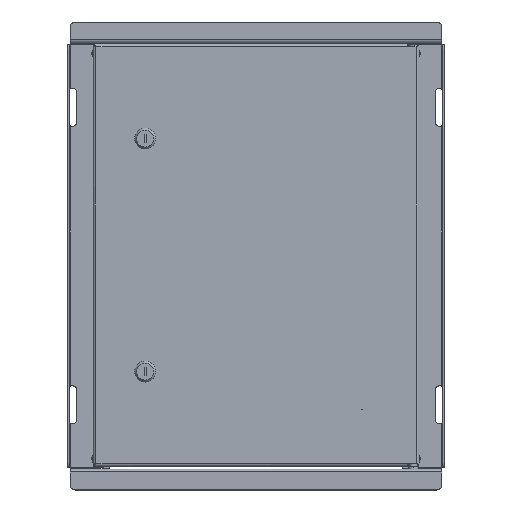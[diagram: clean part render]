
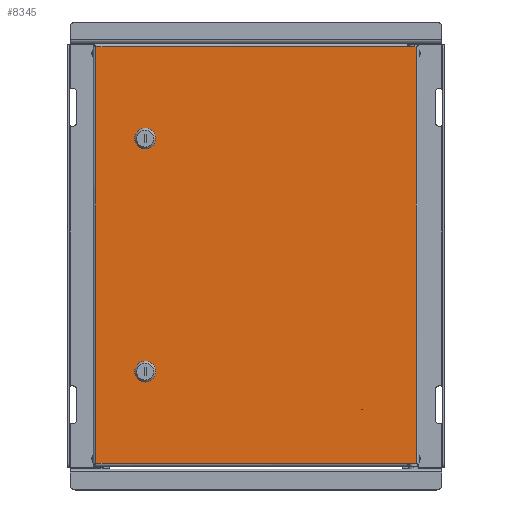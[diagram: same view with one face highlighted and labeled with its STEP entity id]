
A CAD part, top view. The second image highlights one B-rep face of the part: STEP entity #8345.
In plain terms, the highlighted planar face has unit normal (0, 0, 1).
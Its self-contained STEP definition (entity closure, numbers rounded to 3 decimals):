
#44 = ORIENTED_EDGE ( 'NONE', *, *, #14410, .T. ) ;
#110 = EDGE_LOOP ( 'NONE', ( #44, #10945, #10069, #16680, #8123, #6794 ) ) ;
#149 = CARTESIAN_POINT ( 'NONE',  ( -108.75, -118.29, 0. ) ) ;
#220 = CARTESIAN_POINT ( 'NONE',  ( -125.25, -118.29, 0. ) ) ;
#463 = VECTOR ( 'NONE', #7243, 1000. ) ;
#524 = LINE ( 'NONE', #16605, #463 ) ;
#816 = ORIENTED_EDGE ( 'NONE', *, *, #13235, .T. ) ;
#959 = CARTESIAN_POINT ( 'NONE',  ( 160., 219.9, 0. ) ) ;
#1157 = CARTESIAN_POINT ( 'NONE',  ( -125.25, 118.29, 0. ) ) ;
#1473 = DIRECTION ( 'NONE',  ( 1., 0., 0. ) ) ;
#1546 = CARTESIAN_POINT ( 'NONE',  ( -168.9, -219.9, 0. ) ) ;
#1620 = PLANE ( 'NONE',  #15277 ) ;
#1818 = DIRECTION ( 'NONE',  ( 1., 0., 0. ) ) ;
#1830 = VECTOR ( 'NONE', #6931, 1000. ) ;
#1854 = EDGE_CURVE ( 'NONE', #2495, #15057, #5978, .T. ) ;
#1920 = VERTEX_POINT ( 'NONE', #10235 ) ;
#1978 = CARTESIAN_POINT ( 'NONE',  ( 112.5, -163., 0. ) ) ;
#2222 = LINE ( 'NONE', #7547, #15488 ) ;
#2247 = DIRECTION ( 'NONE',  ( 0., 1., 0. ) ) ;
#2251 = EDGE_LOOP ( 'NONE', ( #7276, #7891 ) ) ;
#2338 = LINE ( 'NONE', #10586, #10462 ) ;
#2407 = AXIS2_PLACEMENT_3D ( 'NONE', #8437, #13721, #1818 ) ;
#2443 = EDGE_CURVE ( 'NONE', #2845, #4712, #10703, .T. ) ;
#2495 = VERTEX_POINT ( 'NONE', #2993 ) ;
#2793 = VERTEX_POINT ( 'NONE', #14584 ) ;
#2845 = VERTEX_POINT ( 'NONE', #959 ) ;
#2930 = FACE_BOUND ( 'NONE', #16913, .T. ) ;
#2993 = CARTESIAN_POINT ( 'NONE',  ( 111.5, -163., 0. ) ) ;
#3152 = VERTEX_POINT ( 'NONE', #16851 ) ;
#3373 = CARTESIAN_POINT ( 'NONE',  ( -168.9, 219.9, 0. ) ) ;
#4469 = DIRECTION ( 'NONE',  ( 1., 0., 0. ) ) ;
#4597 = CARTESIAN_POINT ( 'NONE',  ( -117., 123., 0. ) ) ;
#4712 = VERTEX_POINT ( 'NONE', #3373 ) ;
#4810 = ORIENTED_EDGE ( 'NONE', *, *, #9684, .T. ) ;
#4997 = DIRECTION ( 'NONE',  ( 0., 0., 1. ) ) ;
#5025 = EDGE_CURVE ( 'NONE', #12502, #7170, #524, .T. ) ;
#5029 = CARTESIAN_POINT ( 'NONE',  ( 168.9, -221.788, 0. ) ) ;
#5128 = DIRECTION ( 'NONE',  ( 0., 1., 0. ) ) ;
#5149 = VERTEX_POINT ( 'NONE', #14145 ) ;
#5165 = EDGE_CURVE ( 'NONE', #5819, #5149, #11575, .T. ) ;
#5576 = LINE ( 'NONE', #14838, #9924 ) ;
#5819 = VERTEX_POINT ( 'NONE', #14538 ) ;
#5978 = CIRCLE ( 'NONE', #15661, 0.5 ) ;
#5987 = EDGE_CURVE ( 'NONE', #11010, #1920, #2222, .T. ) ;
#6392 = ORIENTED_EDGE ( 'NONE', *, *, #16211, .F. ) ;
#6604 = AXIS2_PLACEMENT_3D ( 'NONE', #8942, #14221, #8865 ) ;
#6794 = ORIENTED_EDGE ( 'NONE', *, *, #2443, .T. ) ;
#6924 = DIRECTION ( 'NONE',  ( 0., 0., -1. ) ) ;
#6931 = DIRECTION ( 'NONE',  ( -1., 0., 0. ) ) ;
#6956 = CARTESIAN_POINT ( 'NONE',  ( -168.9, 221.788, 0. ) ) ;
#7170 = VERTEX_POINT ( 'NONE', #1157 ) ;
#7243 = DIRECTION ( 'NONE',  ( 0., -1., 0. ) ) ;
#7259 = VECTOR ( 'NONE', #9982, 1000. ) ;
#7276 = ORIENTED_EDGE ( 'NONE', *, *, #1854, .F. ) ;
#7387 = VECTOR ( 'NONE', #9601, 1000. ) ;
#7547 = CARTESIAN_POINT ( 'NONE',  ( -170.788, -219.9, 0. ) ) ;
#7686 = ORIENTED_EDGE ( 'NONE', *, *, #14960, .T. ) ;
#7891 = ORIENTED_EDGE ( 'NONE', *, *, #9486, .F. ) ;
#8032 = CARTESIAN_POINT ( 'NONE',  ( 168.9, 219.9, 0. ) ) ;
#8123 = ORIENTED_EDGE ( 'NONE', *, *, #9985, .T. ) ;
#8239 = FACE_BOUND ( 'NONE', #15825, .T. ) ;
#8345 = ADVANCED_FACE ( 'NONE', ( #14816, #2930, #15863, #8239 ), #1620, .T. ) ;
#8437 = CARTESIAN_POINT ( 'NONE',  ( -117., 123., 0. ) ) ;
#8479 = DIRECTION ( 'NONE',  ( 1., 0., 0. ) ) ;
#8865 = DIRECTION ( 'NONE',  ( 1., 0., 0. ) ) ;
#8942 = CARTESIAN_POINT ( 'NONE',  ( -117., -123., 0. ) ) ;
#9001 = CARTESIAN_POINT ( 'NONE',  ( -108.75, -118.29, 0. ) ) ;
#9007 = LINE ( 'NONE', #12486, #14873 ) ;
#9438 = AXIS2_PLACEMENT_3D ( 'NONE', #12340, #6924, #4469 ) ;
#9486 = EDGE_CURVE ( 'NONE', #15057, #2495, #10529, .T. ) ;
#9601 = DIRECTION ( 'NONE',  ( 0., -1., 0. ) ) ;
#9666 = CARTESIAN_POINT ( 'NONE',  ( 170.788, 219.9, 0. ) ) ;
#9684 = EDGE_CURVE ( 'NONE', #10276, #16419, #9989, .T. ) ;
#9701 = ORIENTED_EDGE ( 'NONE', *, *, #15602, .F. ) ;
#9881 = EDGE_CURVE ( 'NONE', #7170, #14821, #16662, .T. ) ;
#9924 = VECTOR ( 'NONE', #1473, 1000. ) ;
#9967 = ORIENTED_EDGE ( 'NONE', *, *, #5165, .T. ) ;
#9982 = DIRECTION ( 'NONE',  ( -1., 0., 0. ) ) ;
#9985 = EDGE_CURVE ( 'NONE', #12985, #2845, #15093, .T. ) ;
#9989 = CIRCLE ( 'NONE', #9438, 9.5 ) ;
#10069 = ORIENTED_EDGE ( 'NONE', *, *, #16377, .T. ) ;
#10235 = CARTESIAN_POINT ( 'NONE',  ( 160., -219.9, 0. ) ) ;
#10276 = VERTEX_POINT ( 'NONE', #220 ) ;
#10462 = VECTOR ( 'NONE', #5128, 1000. ) ;
#10529 = CIRCLE ( 'NONE', #15262, 0.5 ) ;
#10586 = CARTESIAN_POINT ( 'NONE',  ( -108.75, 118.29, 0. ) ) ;
#10703 = LINE ( 'NONE', #9666, #1830 ) ;
#10882 = ORIENTED_EDGE ( 'NONE', *, *, #5025, .F. ) ;
#10911 = DIRECTION ( 'NONE',  ( 0., 0., 1. ) ) ;
#10945 = ORIENTED_EDGE ( 'NONE', *, *, #5987, .T. ) ;
#11010 = VERTEX_POINT ( 'NONE', #1546 ) ;
#11100 = DIRECTION ( 'NONE',  ( 0., 1., 0. ) ) ;
#11113 = DIRECTION ( 'NONE',  ( 0., 0., 1. ) ) ;
#11263 = CARTESIAN_POINT ( 'NONE',  ( 170.788, 219.9, 0. ) ) ;
#11440 = DIRECTION ( 'NONE',  ( 0., 0., 1. ) ) ;
#11575 = CIRCLE ( 'NONE', #6604, 9.5 ) ;
#11584 = DIRECTION ( 'NONE',  ( 1., 0., 0. ) ) ;
#11618 = VECTOR ( 'NONE', #14287, 1000. ) ;
#12340 = CARTESIAN_POINT ( 'NONE',  ( -117., -123., 0. ) ) ;
#12486 = CARTESIAN_POINT ( 'NONE',  ( -125.25, -118.29, 0. ) ) ;
#12497 = AXIS2_PLACEMENT_3D ( 'NONE', #4597, #11440, #15183 ) ;
#12502 = VERTEX_POINT ( 'NONE', #16032 ) ;
#12582 = DIRECTION ( 'NONE',  ( 1., 0., 0. ) ) ;
#12718 = DIRECTION ( 'NONE',  ( 1., 0., 0. ) ) ;
#12985 = VERTEX_POINT ( 'NONE', #8032 ) ;
#13235 = EDGE_CURVE ( 'NONE', #16419, #5819, #16929, .T. ) ;
#13402 = CARTESIAN_POINT ( 'NONE',  ( -108.75, 118.29, 0. ) ) ;
#13721 = DIRECTION ( 'NONE',  ( 0., 0., 1. ) ) ;
#13800 = CARTESIAN_POINT ( 'NONE',  ( 112., -163., 0. ) ) ;
#14145 = CARTESIAN_POINT ( 'NONE',  ( -125.25, -127.71, 0. ) ) ;
#14221 = DIRECTION ( 'NONE',  ( 0., 0., -1. ) ) ;
#14287 = DIRECTION ( 'NONE',  ( 0., -1., 0. ) ) ;
#14410 = EDGE_CURVE ( 'NONE', #4712, #11010, #14644, .T. ) ;
#14538 = CARTESIAN_POINT ( 'NONE',  ( -108.75, -127.71, 0. ) ) ;
#14584 = CARTESIAN_POINT ( 'NONE',  ( 168.9, -219.9, 0. ) ) ;
#14644 = LINE ( 'NONE', #6956, #7387 ) ;
#14687 = ORIENTED_EDGE ( 'NONE', *, *, #9881, .F. ) ;
#14816 = FACE_BOUND ( 'NONE', #2251, .T. ) ;
#14821 = VERTEX_POINT ( 'NONE', #13402 ) ;
#14838 = CARTESIAN_POINT ( 'NONE',  ( -170.788, -219.9, 0. ) ) ;
#14873 = VECTOR ( 'NONE', #11100, 1000. ) ;
#14960 = EDGE_CURVE ( 'NONE', #5149, #10276, #9007, .T. ) ;
#15057 = VERTEX_POINT ( 'NONE', #1978 ) ;
#15093 = LINE ( 'NONE', #11263, #7259 ) ;
#15183 = DIRECTION ( 'NONE',  ( 1., 0., 0. ) ) ;
#15262 = AXIS2_PLACEMENT_3D ( 'NONE', #16888, #4997, #12718 ) ;
#15277 = AXIS2_PLACEMENT_3D ( 'NONE', #16400, #10911, #8479 ) ;
#15488 = VECTOR ( 'NONE', #11584, 1000. ) ;
#15602 = EDGE_CURVE ( 'NONE', #3152, #12502, #16843, .T. ) ;
#15661 = AXIS2_PLACEMENT_3D ( 'NONE', #13800, #11113, #12582 ) ;
#15825 = EDGE_LOOP ( 'NONE', ( #816, #9967, #7686, #4810 ) ) ;
#15863 = FACE_OUTER_BOUND ( 'NONE', #110, .T. ) ;
#16032 = CARTESIAN_POINT ( 'NONE',  ( -125.25, 127.71, 0. ) ) ;
#16211 = EDGE_CURVE ( 'NONE', #14821, #3152, #2338, .T. ) ;
#16377 = EDGE_CURVE ( 'NONE', #1920, #2793, #5576, .T. ) ;
#16400 = CARTESIAN_POINT ( 'NONE',  ( 0., 0., 0. ) ) ;
#16419 = VERTEX_POINT ( 'NONE', #149 ) ;
#16557 = VECTOR ( 'NONE', #2247, 1000. ) ;
#16605 = CARTESIAN_POINT ( 'NONE',  ( -125.25, 118.29, 0. ) ) ;
#16662 = CIRCLE ( 'NONE', #12497, 9.5 ) ;
#16680 = ORIENTED_EDGE ( 'NONE', *, *, #16694, .T. ) ;
#16694 = EDGE_CURVE ( 'NONE', #2793, #12985, #16838, .T. ) ;
#16838 = LINE ( 'NONE', #5029, #16557 ) ;
#16843 = CIRCLE ( 'NONE', #2407, 9.5 ) ;
#16851 = CARTESIAN_POINT ( 'NONE',  ( -108.75, 127.71, 0. ) ) ;
#16888 = CARTESIAN_POINT ( 'NONE',  ( 112., -163., 0. ) ) ;
#16913 = EDGE_LOOP ( 'NONE', ( #9701, #6392, #14687, #10882 ) ) ;
#16929 = LINE ( 'NONE', #9001, #11618 ) ;
